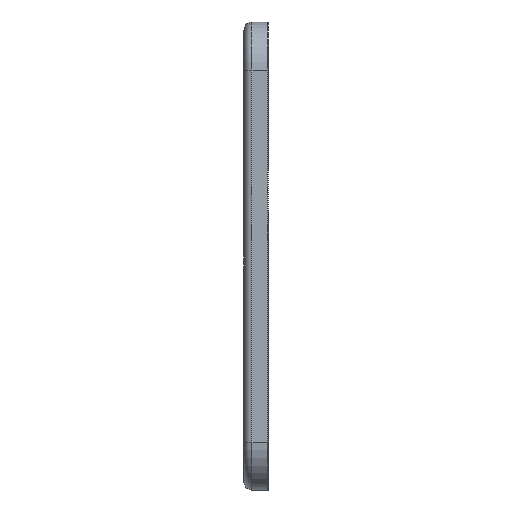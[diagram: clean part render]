
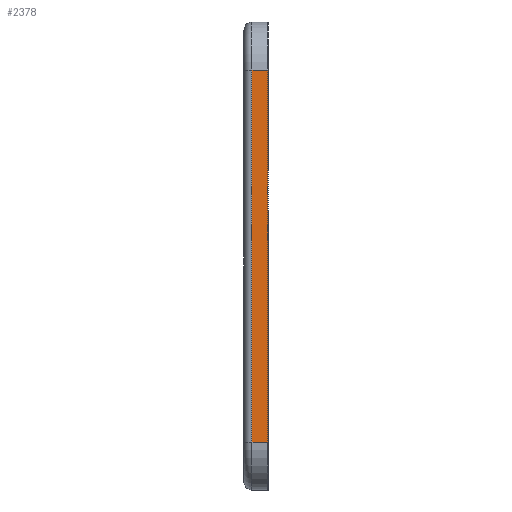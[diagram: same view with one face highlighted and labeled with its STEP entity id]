
A CAD part, left-side view. The second image highlights one B-rep face of the part: STEP entity #2378.
In plain terms, the highlighted planar face has unit normal (-1, 0, 0).
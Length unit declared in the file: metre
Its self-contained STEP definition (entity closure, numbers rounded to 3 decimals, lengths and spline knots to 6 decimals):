
#119=LINE('',#3612,#360);
#197=LINE('',#3864,#438);
#198=LINE('',#3866,#439);
#199=LINE('',#3868,#440);
#360=VECTOR('',#2843,1.);
#438=VECTOR('',#3033,1.);
#439=VECTOR('',#3034,1.);
#440=VECTOR('',#3035,1.);
#735=ORIENTED_EDGE('',*,*,#1398,.T.);
#736=ORIENTED_EDGE('',*,*,#1399,.T.);
#737=ORIENTED_EDGE('',*,*,#1400,.T.);
#738=ORIENTED_EDGE('',*,*,#1278,.T.);
#1278=EDGE_CURVE('',#1611,#1610,#119,.T.);
#1398=EDGE_CURVE('',#1610,#1729,#197,.T.);
#1399=EDGE_CURVE('',#1729,#1730,#198,.F.);
#1400=EDGE_CURVE('',#1730,#1611,#199,.F.);
#1610=VERTEX_POINT('',#3611);
#1611=VERTEX_POINT('',#3613);
#1729=VERTEX_POINT('',#3865);
#1730=VERTEX_POINT('',#3867);
#1917=EDGE_LOOP('',(#735,#736,#737,#738));
#2123=FACE_BOUND('',#1917,.T.);
#2283=PLANE('',#2589);
#2378=ADVANCED_FACE('',(#2123),#2283,.T.);
#2589=AXIS2_PLACEMENT_3D('',#3863,#3031,#3032);
#2843=DIRECTION('',(0.,0.,1.));
#3031=DIRECTION('',(-1.,0.,0.));
#3032=DIRECTION('',(0.,0.,1.));
#3033=DIRECTION('',(0.,1.,0.));
#3034=DIRECTION('',(0.,0.,1.));
#3035=DIRECTION('',(0.,1.,0.));
#3611=CARTESIAN_POINT('',(-0.1225,-0.006,0.0465));
#3612=CARTESIAN_POINT('',(-0.1225,-0.006,0.));
#3613=CARTESIAN_POINT('',(-0.1225,-0.006,-0.0465));
#3863=CARTESIAN_POINT('',(-0.1225,-0.006,0.));
#3864=CARTESIAN_POINT('',(-0.1225,-0.006,0.0465));
#3865=CARTESIAN_POINT('',(-0.1225,-0.002,0.0465));
#3866=CARTESIAN_POINT('',(-0.1225,-0.002,0.));
#3867=CARTESIAN_POINT('',(-0.1225,-0.002,-0.0465));
#3868=CARTESIAN_POINT('',(-0.1225,-0.006,-0.0465));
